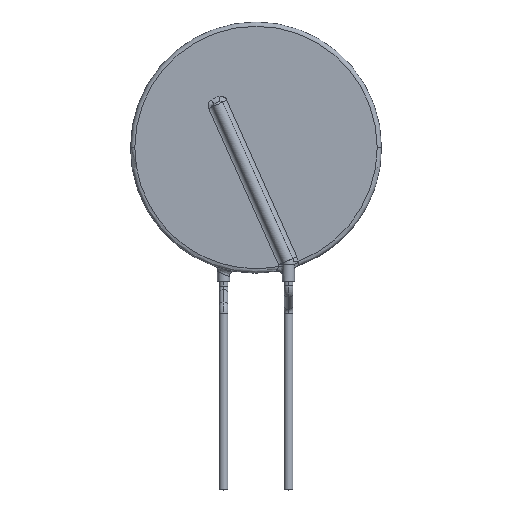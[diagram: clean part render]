
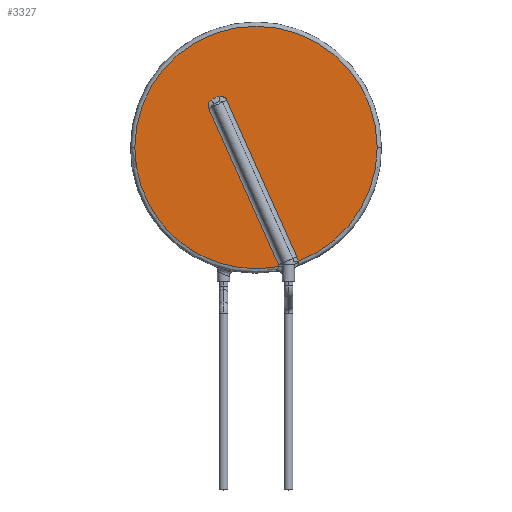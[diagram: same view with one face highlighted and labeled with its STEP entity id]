
A CAD part, top view. The second image highlights one B-rep face of the part: STEP entity #3327.
In plain terms, the highlighted planar face has unit normal (0, 0, 1).
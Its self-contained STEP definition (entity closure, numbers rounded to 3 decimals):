
#109 = CARTESIAN_POINT ( 'NONE',  ( 0., 0., 3.3 ) ) ;
#114 = CIRCLE ( 'NONE', #4882, 14. ) ;
#385 = CIRCLE ( 'NONE', #1341, 14. ) ;
#458 = DIRECTION ( 'NONE',  ( -1., 0., 0. ) ) ;
#957 = VERTEX_POINT ( 'NONE', #1633 ) ;
#976 = ORIENTED_EDGE ( 'NONE', *, *, #1770, .T. ) ;
#1115 = EDGE_CURVE ( 'NONE', #5233, #1826, #6797, .T. ) ;
#1194 = CARTESIAN_POINT ( 'NONE',  ( -4.903, 5.649, 3.3 ) ) ;
#1238 = CARTESIAN_POINT ( 'NONE',  ( -4.441, 5.849, 3.3 ) ) ;
#1341 = AXIS2_PLACEMENT_3D ( 'NONE', #5503, #4784, #4911 ) ;
#1524 = VERTEX_POINT ( 'NONE', #7751 ) ;
#1548 = LINE ( 'NONE', #4013, #2095 ) ;
#1633 = CARTESIAN_POINT ( 'NONE',  ( -5.478, 4.522, 3.3 ) ) ;
#1635 = FACE_OUTER_BOUND ( 'NONE', #1712, .T. ) ;
#1640 = EDGE_CURVE ( 'NONE', #2795, #3956, #385, .T. ) ;
#1669 = CARTESIAN_POINT ( 'NONE',  ( 2.75, -13.488, 3.3 ) ) ;
#1712 = EDGE_LOOP ( 'NONE', ( #6781, #4788, #3165, #3719, #5804, #7946, #3772, #5065, #2122, #976 ) ) ;
#1770 = EDGE_CURVE ( 'NONE', #1826, #3313, #3870, .T. ) ;
#1794 = DIRECTION ( 'NONE',  ( 0., 0., -1. ) ) ;
#1826 = VERTEX_POINT ( 'NONE', #7864 ) ;
#1837 = CARTESIAN_POINT ( 'NONE',  ( -4.097, 5.903, 3.3 ) ) ;
#1871 = EDGE_CURVE ( 'NONE', #4368, #957, #1918, .T. ) ;
#1918 = LINE ( 'NONE', #7103, #2015 ) ;
#1998 = CARTESIAN_POINT ( 'NONE',  ( -5.188, 5.472, 3.3 ) ) ;
#2015 = VECTOR ( 'NONE', #2084, 1000. ) ;
#2084 = DIRECTION ( 'NONE',  ( -0.409, 0.913, 0. ) ) ;
#2095 = VECTOR ( 'NONE', #2225, 1000. ) ;
#2104 = EDGE_CURVE ( 'NONE', #957, #5233, #5508, .T. ) ;
#2122 = ORIENTED_EDGE ( 'NONE', *, *, #1115, .T. ) ;
#2225 = DIRECTION ( 'NONE',  ( 0.409, -0.913, 0. ) ) ;
#2389 = DIRECTION ( 'NONE',  ( 0., 0., 1. ) ) ;
#2474 = CARTESIAN_POINT ( 'NONE',  ( -3.447, 5.629, 3.3 ) ) ;
#2686 = CARTESIAN_POINT ( 'NONE',  ( -4.275, 5.881, 3.3 ) ) ;
#2795 = VERTEX_POINT ( 'NONE', #4705 ) ;
#3165 = ORIENTED_EDGE ( 'NONE', *, *, #6125, .F. ) ;
#3313 = VERTEX_POINT ( 'NONE', #7490 ) ;
#3327 = ADVANCED_FACE ( 'NONE', ( #1635 ), #6855, .T. ) ;
#3436 = DIRECTION ( 'NONE',  ( -1., 0., 0. ) ) ;
#3719 = ORIENTED_EDGE ( 'NONE', *, *, #1640, .F. ) ;
#3772 = ORIENTED_EDGE ( 'NONE', *, *, #1871, .T. ) ;
#3810 = CARTESIAN_POINT ( 'NONE',  ( -5.559, 4.876, 3.3 ) ) ;
#3836 = CARTESIAN_POINT ( 'NONE',  ( -3.584, 5.76, 3.3 ) ) ;
#3870 = B_SPLINE_CURVE_WITH_KNOTS ( 'NONE', 3,
 ( #5756, #8336, #1837, #5673, #7701, #3836, #2474, #7620 ),
 .UNSPECIFIED., .F., .F.,
 ( 4, 2, 2, 4 ),
 ( 0., 0., 0.001, 0.001 ),
 .UNSPECIFIED. ) ;
#3876 = CARTESIAN_POINT ( 'NONE',  ( -5.054, 5.575, 3.3 ) ) ;
#3956 = VERTEX_POINT ( 'NONE', #4501 ) ;
#4013 = CARTESIAN_POINT ( 'NONE',  ( 4.715, -12.609, 3.3 ) ) ;
#4190 = CIRCLE ( 'NONE', #4743, 14. ) ;
#4368 = VERTEX_POINT ( 'NONE', #5213 ) ;
#4387 = DIRECTION ( 'NONE',  ( 1., 0., 0. ) ) ;
#4449 = CARTESIAN_POINT ( 'NONE',  ( -5.478, 4.522, 3.3 ) ) ;
#4483 = VERTEX_POINT ( 'NONE', #6690 ) ;
#4501 = CARTESIAN_POINT ( 'NONE',  ( 14., 0., 3.3 ) ) ;
#4538 = EDGE_CURVE ( 'NONE', #3313, #1524, #1548, .T. ) ;
#4705 = CARTESIAN_POINT ( 'NONE',  ( -14., 0., 3.3 ) ) ;
#4743 = AXIS2_PLACEMENT_3D ( 'NONE', #5018, #7599, #458 ) ;
#4784 = DIRECTION ( 'NONE',  ( 0., 0., -1. ) ) ;
#4788 = ORIENTED_EDGE ( 'NONE', *, *, #7364, .T. ) ;
#4828 = CARTESIAN_POINT ( 'NONE',  ( 0., 0., 3.3 ) ) ;
#4882 = AXIS2_PLACEMENT_3D ( 'NONE', #109, #5995, #3436 ) ;
#4911 = DIRECTION ( 'NONE',  ( -1., 0., 0. ) ) ;
#5018 = CARTESIAN_POINT ( 'NONE',  ( 0., 0., 3.3 ) ) ;
#5065 = ORIENTED_EDGE ( 'NONE', *, *, #2104, .T. ) ;
#5086 = CARTESIAN_POINT ( 'NONE',  ( -5.259, 5.417, 3.3 ) ) ;
#5213 = CARTESIAN_POINT ( 'NONE',  ( 2.597, -13.521, 3.3 ) ) ;
#5233 = VERTEX_POINT ( 'NONE', #8066 ) ;
#5375 = LINE ( 'NONE', #6686, #7454 ) ;
#5415 = DIRECTION ( 'NONE',  ( 0., 1., 0. ) ) ;
#5503 = CARTESIAN_POINT ( 'NONE',  ( 0., 0., 3.3 ) ) ;
#5508 = B_SPLINE_CURVE_WITH_KNOTS ( 'NONE', 3,
 ( #4449, #7673, #3810, #8351, #6442, #6281, #5086, #5766 ),
 .UNSPECIFIED., .F., .F.,
 ( 4, 2, 2, 4 ),
 ( 0., 0.001, 0.001, 0.001 ),
 .UNSPECIFIED. ) ;
#5673 = CARTESIAN_POINT ( 'NONE',  ( -3.918, 5.889, 3.3 ) ) ;
#5689 = AXIS2_PLACEMENT_3D ( 'NONE', #1669, #1794, #4387 ) ;
#5756 = CARTESIAN_POINT ( 'NONE',  ( -4.275, 5.881, 3.3 ) ) ;
#5766 = CARTESIAN_POINT ( 'NONE',  ( -5.188, 5.472, 3.3 ) ) ;
#5804 = ORIENTED_EDGE ( 'NONE', *, *, #7622, .F. ) ;
#5995 = DIRECTION ( 'NONE',  ( 0., 0., -1. ) ) ;
#6018 = CARTESIAN_POINT ( 'NONE',  ( 2.597, -13.757, 3.3 ) ) ;
#6125 = EDGE_CURVE ( 'NONE', #3956, #4483, #114, .T. ) ;
#6281 = CARTESIAN_POINT ( 'NONE',  ( -5.324, 5.354, 3.3 ) ) ;
#6442 = CARTESIAN_POINT ( 'NONE',  ( -5.432, 5.211, 3.3 ) ) ;
#6492 = CIRCLE ( 'NONE', #5689, 2.153 ) ;
#6686 = CARTESIAN_POINT ( 'NONE',  ( 2.597, -13.488, 3.3 ) ) ;
#6690 = CARTESIAN_POINT ( 'NONE',  ( 4.872, -13.125, 3.3 ) ) ;
#6781 = ORIENTED_EDGE ( 'NONE', *, *, #4538, .T. ) ;
#6797 = B_SPLINE_CURVE_WITH_KNOTS ( 'NONE', 3,
 ( #1998, #3876, #1194, #7863, #1238, #2686 ),
 .UNSPECIFIED., .F., .F.,
 ( 4, 2, 4 ),
 ( 0., 0.001, 0.001 ),
 .UNSPECIFIED. ) ;
#6855 = PLANE ( 'NONE',  #8209 ) ;
#7103 = CARTESIAN_POINT ( 'NONE',  ( -5.478, 4.522, 3.3 ) ) ;
#7364 = EDGE_CURVE ( 'NONE', #1524, #4483, #6492, .T. ) ;
#7454 = VECTOR ( 'NONE', #5415, 1000. ) ;
#7490 = CARTESIAN_POINT ( 'NONE',  ( -3.373, 5.464, 3.3 ) ) ;
#7529 = DIRECTION ( 'NONE',  ( 1., 0., 0. ) ) ;
#7599 = DIRECTION ( 'NONE',  ( 0., 0., -1. ) ) ;
#7620 = CARTESIAN_POINT ( 'NONE',  ( -3.373, 5.464, 3.3 ) ) ;
#7622 = EDGE_CURVE ( 'NONE', #8158, #2795, #4190, .T. ) ;
#7673 = CARTESIAN_POINT ( 'NONE',  ( -5.552, 4.687, 3.3 ) ) ;
#7701 = CARTESIAN_POINT ( 'NONE',  ( -3.83, 5.867, 3.3 ) ) ;
#7751 = CARTESIAN_POINT ( 'NONE',  ( 4.715, -12.609, 3.3 ) ) ;
#7863 = CARTESIAN_POINT ( 'NONE',  ( -4.597, 5.786, 3.3 ) ) ;
#7864 = CARTESIAN_POINT ( 'NONE',  ( -4.275, 5.881, 3.3 ) ) ;
#7946 = ORIENTED_EDGE ( 'NONE', *, *, #8172, .T. ) ;
#8066 = CARTESIAN_POINT ( 'NONE',  ( -5.188, 5.472, 3.3 ) ) ;
#8158 = VERTEX_POINT ( 'NONE', #6018 ) ;
#8172 = EDGE_CURVE ( 'NONE', #8158, #4368, #5375, .T. ) ;
#8209 = AXIS2_PLACEMENT_3D ( 'NONE', #4828, #2389, #7529 ) ;
#8336 = CARTESIAN_POINT ( 'NONE',  ( -4.187, 5.897, 3.3 ) ) ;
#8351 = CARTESIAN_POINT ( 'NONE',  ( -5.475, 5.131, 3.3 ) ) ;
